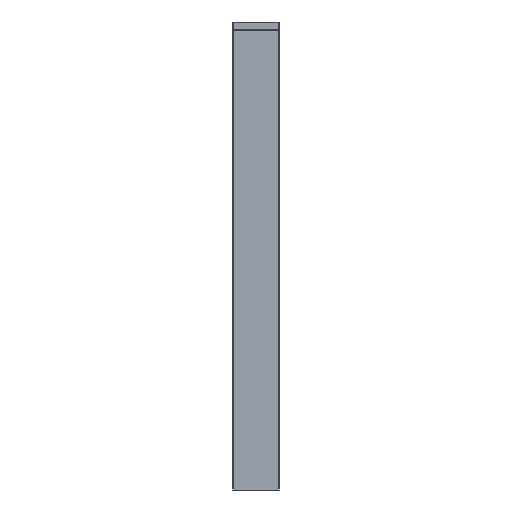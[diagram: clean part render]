
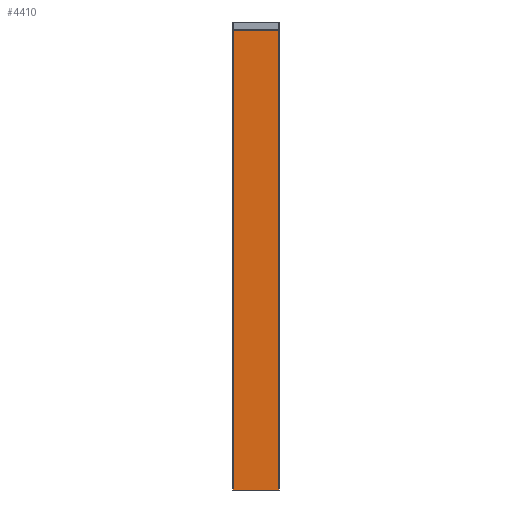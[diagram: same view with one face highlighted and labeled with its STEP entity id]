
A CAD part, front view. The second image highlights one B-rep face of the part: STEP entity #4410.
In plain terms, the highlighted planar face has unit normal (0, -1, 0).
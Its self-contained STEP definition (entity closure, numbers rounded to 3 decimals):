
#963 = CARTESIAN_POINT ( 'NONE',  ( 0., 0., 0. ) ) ;
#1003 = VECTOR ( 'NONE', #1635, 1000. ) ;
#1254 = VECTOR ( 'NONE', #4496, 1000. ) ;
#1370 = VERTEX_POINT ( 'NONE', #1854 ) ;
#1379 = LINE ( 'NONE', #5448, #7907 ) ;
#1635 = DIRECTION ( 'NONE',  ( 1., 0., 0. ) ) ;
#1854 = CARTESIAN_POINT ( 'NONE',  ( -147.5, 0., 2994.341 ) ) ;
#1909 = ORIENTED_EDGE ( 'NONE', *, *, #6145, .T. ) ;
#2689 = DIRECTION ( 'NONE',  ( -1., 0., 0. ) ) ;
#3009 = EDGE_LOOP ( 'NONE', ( #6508, #1909, #3085, #6403 ) ) ;
#3085 = ORIENTED_EDGE ( 'NONE', *, *, #5474, .T. ) ;
#3205 = CARTESIAN_POINT ( 'NONE',  ( 147.5, 0., 2994.341 ) ) ;
#3263 = PLANE ( 'NONE',  #7742 ) ;
#3384 = VERTEX_POINT ( 'NONE', #8192 ) ;
#4366 = LINE ( 'NONE', #7071, #1254 ) ;
#4410 = ADVANCED_FACE ( 'NONE', ( #7242 ), #3263, .F. ) ;
#4496 = DIRECTION ( 'NONE',  ( 0., 0., -1. ) ) ;
#5448 = CARTESIAN_POINT ( 'NONE',  ( 148.5, 0., 2994.341 ) ) ;
#5474 = EDGE_CURVE ( 'NONE', #1370, #3384, #4366, .T. ) ;
#5813 = CARTESIAN_POINT ( 'NONE',  ( 147.5, 0., 0. ) ) ;
#6048 = DIRECTION ( 'NONE',  ( 0., 0., -1. ) ) ;
#6074 = VERTEX_POINT ( 'NONE', #3205 ) ;
#6113 = VECTOR ( 'NONE', #6048, 1000. ) ;
#6145 = EDGE_CURVE ( 'NONE', #6074, #1370, #1379, .T. ) ;
#6403 = ORIENTED_EDGE ( 'NONE', *, *, #7443, .T. ) ;
#6508 = ORIENTED_EDGE ( 'NONE', *, *, #7960, .F. ) ;
#6791 = CARTESIAN_POINT ( 'NONE',  ( 147.5, 0., 3050. ) ) ;
#7071 = CARTESIAN_POINT ( 'NONE',  ( -147.5, 0., 3050. ) ) ;
#7081 = VERTEX_POINT ( 'NONE', #5813 ) ;
#7242 = FACE_OUTER_BOUND ( 'NONE', #3009, .T. ) ;
#7443 = EDGE_CURVE ( 'NONE', #3384, #7081, #8365, .T. ) ;
#7742 = AXIS2_PLACEMENT_3D ( 'NONE', #8660, #7994, #2689 ) ;
#7857 = LINE ( 'NONE', #6791, #6113 ) ;
#7907 = VECTOR ( 'NONE', #8115, 1000. ) ;
#7960 = EDGE_CURVE ( 'NONE', #6074, #7081, #7857, .T. ) ;
#7994 = DIRECTION ( 'NONE',  ( 0., 1., 0. ) ) ;
#8115 = DIRECTION ( 'NONE',  ( -1., 0., 0. ) ) ;
#8192 = CARTESIAN_POINT ( 'NONE',  ( -147.5, 0., 0. ) ) ;
#8365 = LINE ( 'NONE', #963, #1003 ) ;
#8660 = CARTESIAN_POINT ( 'NONE',  ( 0., 0., 3050. ) ) ;
